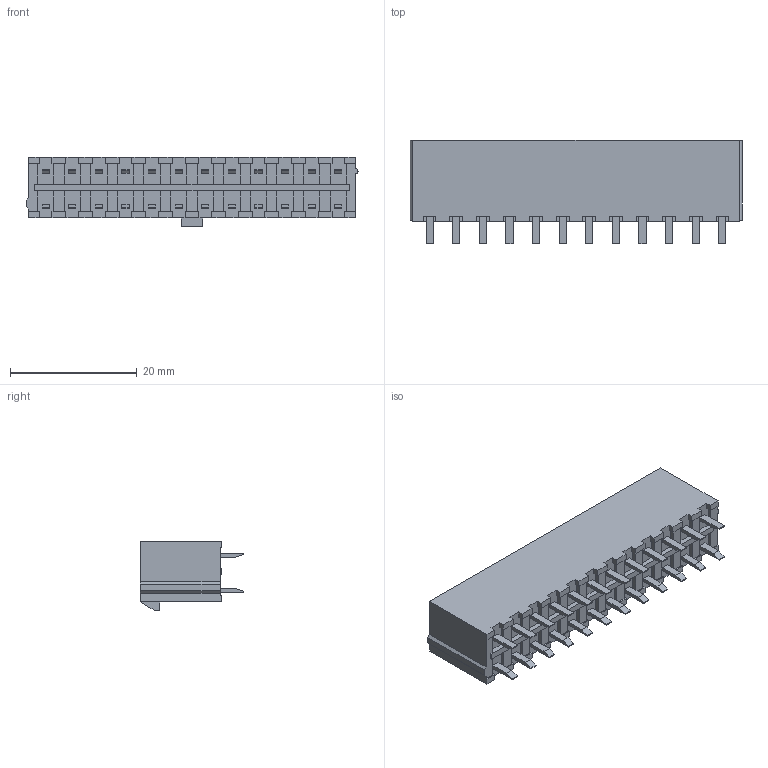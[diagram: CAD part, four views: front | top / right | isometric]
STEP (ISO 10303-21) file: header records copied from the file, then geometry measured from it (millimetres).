
FILE_DESCRIPTION((''),'2;1');
FILE_NAME('039281243','2015-05-15T',('me'),(''),'PRO/ENGINEER BY PARAMETRIC TECHNOLOGY CORPORATION, 2011490','PRO/ENGINEER BY PARAMETRIC TECHNOLOGY CORPORATION, 2011490','');
FILE_SCHEMA(('CONFIG_CONTROL_DESIGN'));
Length unit declared in the file: millimetre
Products named in the file (1): 039281243
Bounding box: 52.4 x 16.3 x 11 mm (x, y, z)
Volume: 3624.9 mm3; surface area: 6714.8 mm2
Topology: 1 solids, 1 shells, 649 faces, 1771 edges, 1196 vertices
Faces by surface type: plane 648, cylinder 1
Entity records: 20110 total; most frequent: CARTESIAN_POINT 3569, ORIENTED_EDGE 3446, DIRECTION 3121, EDGE_CURVE 1723, VECTOR 1721, LINE 1721, VERTEX_POINT 1148, EDGE_LOOP 721
